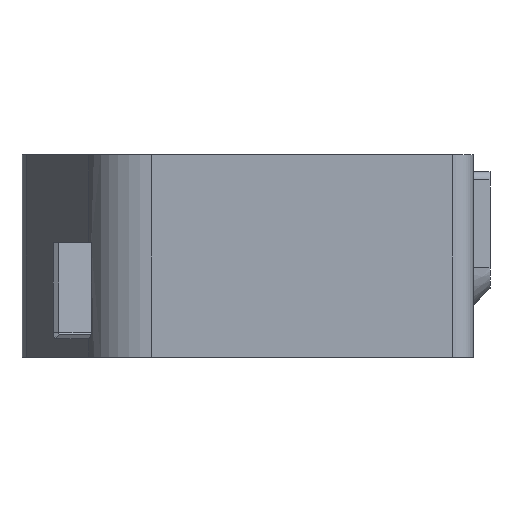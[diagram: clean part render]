
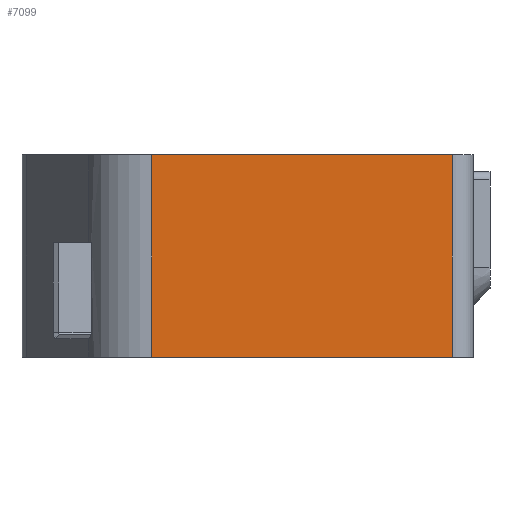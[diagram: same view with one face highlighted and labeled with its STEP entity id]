
A CAD part, front view. The second image highlights one B-rep face of the part: STEP entity #7099.
In plain terms, the highlighted planar face has unit normal (0, -1, 0).
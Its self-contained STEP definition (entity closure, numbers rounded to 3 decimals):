
#1157=FACE_OUTER_BOUND('',#1560,.T.);
#1560=EDGE_LOOP('',(#6281,#6282,#6283,#6284));
#1820=LINE('',#10165,#2523);
#1915=LINE('',#10468,#2618);
#2270=LINE('',#11951,#2973);
#2271=LINE('',#11953,#2974);
#2523=VECTOR('',#8175,10.);
#2618=VECTOR('',#8472,10.);
#2973=VECTOR('',#9395,10.);
#2974=VECTOR('',#9398,10.);
#3214=VERTEX_POINT('',#10162);
#3215=VERTEX_POINT('',#10164);
#3321=VERTEX_POINT('',#10465);
#3322=VERTEX_POINT('',#10467);
#3901=EDGE_CURVE('',#3214,#3215,#1820,.T.);
#4053=EDGE_CURVE('',#3322,#3321,#1915,.T.);
#4567=EDGE_CURVE('',#3322,#3214,#2270,.T.);
#4568=EDGE_CURVE('',#3321,#3215,#2271,.T.);
#6281=ORIENTED_EDGE('',*,*,#4567,.F.);
#6282=ORIENTED_EDGE('',*,*,#4053,.T.);
#6283=ORIENTED_EDGE('',*,*,#4568,.T.);
#6284=ORIENTED_EDGE('',*,*,#3901,.F.);
#6771=PLANE('',#7668);
#7099=ADVANCED_FACE('',(#1157),#6771,.T.);
#7668=AXIS2_PLACEMENT_3D('',#11952,#9396,#9397);
#8175=DIRECTION('',(-1.,0.,0.));
#8472=DIRECTION('',(-1.,0.,0.));
#9395=DIRECTION('',(0.,0.,-1.));
#9396=DIRECTION('center_axis',(0.,-1.,0.));
#9397=DIRECTION('ref_axis',(1.,0.,0.));
#9398=DIRECTION('',(0.,0.,-1.));
#10162=CARTESIAN_POINT('',(103.,0.,0.));
#10164=CARTESIAN_POINT('',(31.,0.,0.));
#10165=CARTESIAN_POINT('',(103.,0.,0.));
#10465=CARTESIAN_POINT('',(31.,0.,48.4));
#10467=CARTESIAN_POINT('',(103.,0.,48.4));
#10468=CARTESIAN_POINT('',(42.5,0.,48.4));
#11951=CARTESIAN_POINT('',(103.,0.,0.4));
#11952=CARTESIAN_POINT('Origin',(31.,0.,0.4));
#11953=CARTESIAN_POINT('',(31.,0.,0.4));
